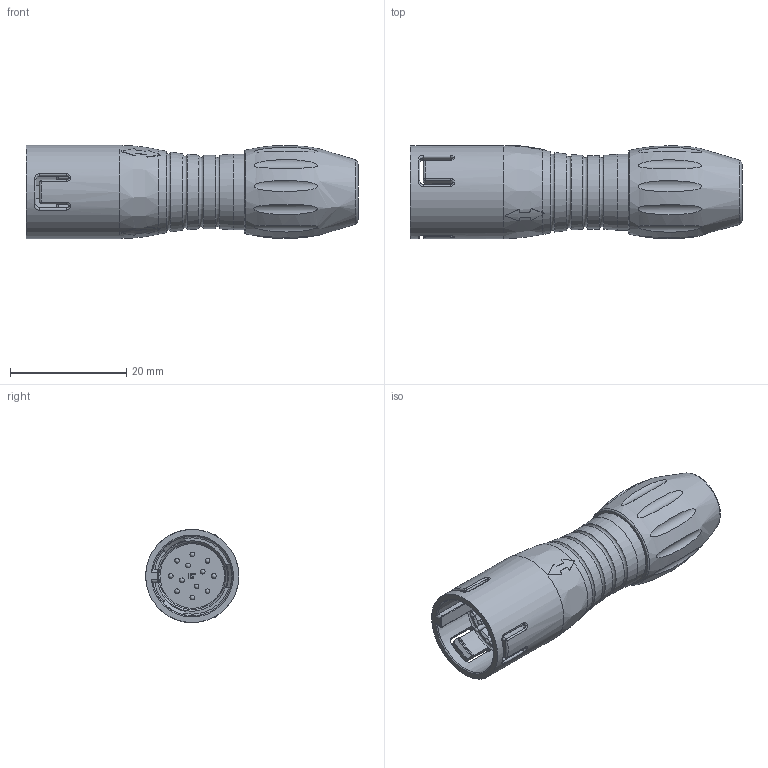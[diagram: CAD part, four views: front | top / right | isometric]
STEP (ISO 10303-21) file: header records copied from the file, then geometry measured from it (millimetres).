
FILE_DESCRIPTION(/* description */ (''),/* implementation_level */ '2;1');
FILE_NAME(/* name */ '99-9133-00-12_bg.stp',/* time_stamp */ '2010-01-22T10:31:33+01:00',/* author */ (''),/* organization */ (''),/* preprocessor_version */ 'ST-DEVELOPER v11',/* originating_system */ 'UGS - NX 5.0',/* authorisation */ '');
FILE_SCHEMA (('CONFIG_CONTROL_DESIGN'));
Length unit declared in the file: millimetre
Products named in the file (1): kbor3302n67n
Bounding box: 57 x 16.1 x 16 mm (x, y, z)
Volume: 8305.1 mm3; surface area: 3678.6 mm2
Topology: 1 solids, 1 shells, 280 faces, 743 edges, 463 vertices
Faces by surface type: cylinder 105, plane 84, torus 41, bspline 23, sphere 18, cone 9
Full cylindrical faces by diameter (mm): 0.8 x12, 11.5 x1, 13 x1, 16 x1
Entity records: 10793 total; most frequent: CARTESIAN_POINT 4696, ORIENTED_EDGE 1300, DIRECTION 1098, EDGE_CURVE 650, AXIS2_PLACEMENT_3D 441, VERTEX_POINT 429, EDGE_LOOP 343, ADVANCED_FACE 280
